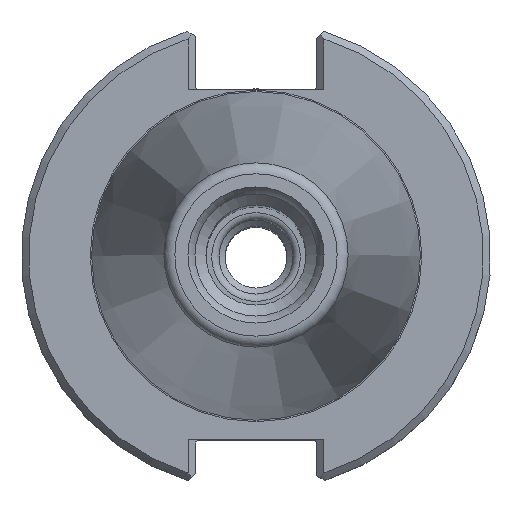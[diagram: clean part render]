
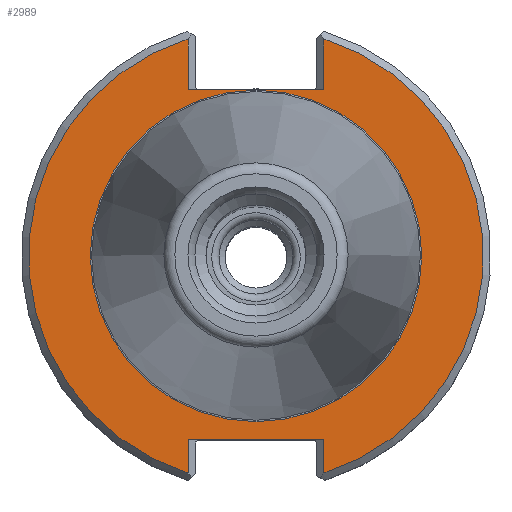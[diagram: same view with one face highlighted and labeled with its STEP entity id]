
A CAD part, top view. The second image highlights one B-rep face of the part: STEP entity #2989.
In plain terms, the highlighted planar face has unit normal (0, 0, 1).
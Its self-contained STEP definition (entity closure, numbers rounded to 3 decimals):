
#47=LINE('',#4082,#116);
#55=LINE('',#4106,#124);
#62=LINE('',#4133,#131);
#65=LINE('',#4142,#134);
#66=LINE('',#4144,#135);
#67=LINE('',#4146,#136);
#116=VECTOR('',#3447,1000.);
#124=VECTOR('',#3467,1000.);
#131=VECTOR('',#3496,1000.);
#134=VECTOR('',#3505,1000.);
#135=VECTOR('',#3506,1000.);
#136=VECTOR('',#3507,1000.);
#387=ORIENTED_EDGE('',*,*,#885,.F.);
#388=ORIENTED_EDGE('',*,*,#886,.T.);
#389=ORIENTED_EDGE('',*,*,#887,.T.);
#390=ORIENTED_EDGE('',*,*,#888,.F.);
#391=ORIENTED_EDGE('',*,*,#889,.T.);
#392=ORIENTED_EDGE('',*,*,#890,.T.);
#393=ORIENTED_EDGE('',*,*,#869,.T.);
#394=ORIENTED_EDGE('',*,*,#857,.F.);
#395=ORIENTED_EDGE('',*,*,#882,.T.);
#857=EDGE_CURVE('',#1115,#1108,#47,.T.);
#869=EDGE_CURVE('',#1123,#1108,#55,.T.);
#882=EDGE_CURVE('',#1115,#1133,#62,.T.);
#885=EDGE_CURVE('',#1136,#1136,#1316,.T.);
#886=EDGE_CURVE('',#1133,#1137,#1317,.T.);
#887=EDGE_CURVE('',#1137,#1138,#65,.T.);
#888=EDGE_CURVE('',#1139,#1138,#66,.T.);
#889=EDGE_CURVE('',#1139,#1140,#67,.T.);
#890=EDGE_CURVE('',#1140,#1123,#1318,.T.);
#1108=VERTEX_POINT('',#4067);
#1115=VERTEX_POINT('',#4081);
#1123=VERTEX_POINT('',#4100);
#1133=VERTEX_POINT('',#4131);
#1136=VERTEX_POINT('',#4139);
#1137=VERTEX_POINT('',#4141);
#1138=VERTEX_POINT('',#4143);
#1139=VERTEX_POINT('',#4145);
#1140=VERTEX_POINT('',#4147);
#1316=CIRCLE('',#3161,22.413);
#1317=CIRCLE('',#3162,30.75);
#1318=CIRCLE('',#3163,30.75);
#1455=EDGE_LOOP('',(#387));
#1456=EDGE_LOOP('',(#388,#389,#390,#391,#392,#393,#394,#395));
#1690=FACE_BOUND('',#1455,.T.);
#1691=FACE_BOUND('',#1456,.T.);
#1914=PLANE('',#3160);
#2989=ADVANCED_FACE('',(#1690,#1691),#1914,.T.);
#3160=AXIS2_PLACEMENT_3D('',#4137,#3499,#3500);
#3161=AXIS2_PLACEMENT_3D('',#4138,#3501,#3502);
#3162=AXIS2_PLACEMENT_3D('',#4140,#3503,#3504);
#3163=AXIS2_PLACEMENT_3D('',#4148,#3508,#3509);
#3447=DIRECTION('',(1.,0.,0.));
#3467=DIRECTION('',(0.,-1.,0.));
#3496=DIRECTION('',(0.,1.,0.));
#3499=DIRECTION('',(0.,0.,1.));
#3500=DIRECTION('',(1.,0.,0.));
#3501=DIRECTION('',(0.,0.,1.));
#3502=DIRECTION('',(1.,0.,0.));
#3503=DIRECTION('',(0.,0.,1.));
#3504=DIRECTION('',(1.,0.,0.));
#3505=DIRECTION('',(0.,1.,0.));
#3506=DIRECTION('',(-1.,0.,0.));
#3507=DIRECTION('',(0.,-1.,0.));
#3508=DIRECTION('',(0.,0.,1.));
#3509=DIRECTION('',(1.,0.,0.));
#4067=CARTESIAN_POINT('',(9.19,22.46,-3.17));
#4081=CARTESIAN_POINT('',(-9.19,22.46,-3.17));
#4082=CARTESIAN_POINT('',(-8.19,22.46,-3.17));
#4100=CARTESIAN_POINT('',(9.19,29.345,-3.17));
#4106=CARTESIAN_POINT('',(9.19,22.46,-3.17));
#4131=CARTESIAN_POINT('',(-9.19,29.345,-3.17));
#4133=CARTESIAN_POINT('',(-9.19,30.831,-3.17));
#4137=CARTESIAN_POINT('',(22.413,0.,-3.17));
#4138=CARTESIAN_POINT('',(0.,0.,-3.17));
#4139=CARTESIAN_POINT('',(22.413,0.,-3.17));
#4140=CARTESIAN_POINT('',(0.,0.,-3.17));
#4141=CARTESIAN_POINT('',(-9.19,-29.345,-3.17));
#4142=CARTESIAN_POINT('',(-9.19,-24.87,-3.17));
#4143=CARTESIAN_POINT('',(-9.19,-24.87,-3.17));
#4144=CARTESIAN_POINT('',(8.19,-24.87,-3.17));
#4145=CARTESIAN_POINT('',(9.19,-24.87,-3.17));
#4146=CARTESIAN_POINT('',(9.19,-30.831,-3.17));
#4147=CARTESIAN_POINT('',(9.19,-29.345,-3.17));
#4148=CARTESIAN_POINT('',(0.,0.,-3.17));
